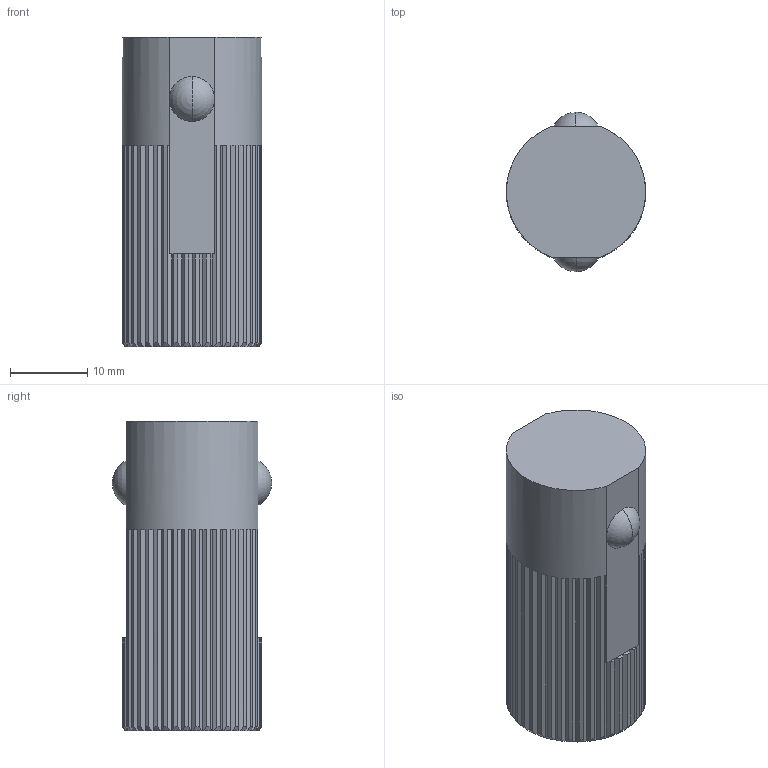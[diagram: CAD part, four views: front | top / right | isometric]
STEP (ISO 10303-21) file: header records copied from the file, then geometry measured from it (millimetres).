
FILE_DESCRIPTION(('STEP AP214'),'1');
FILE_NAME(' ',' ',('TraceParts'),('TraceParts S.A.'),'XStep 1.0',' ',' ');
FILE_SCHEMA(('automotive_design'));
Length unit declared in the file: millimetre
Products named in the file (1): 1
Bounding box: 18 x 20.6 x 40 mm (x, y, z)
Volume: 9929.7 mm3; surface area: 3120.4 mm2
Topology: 1 solids, 1 shells, 190 faces, 548 edges, 358 vertices
Faces by surface type: plane 136, cone 40, cylinder 10, sphere 4
Entity records: 12162 total; most frequent: CARTESIAN_POINT 1253, STYLED_ITEM 1093, PRESENTATION_STYLE_ASSIGNMENT 1093, COLOUR_RGB 1093, ORIENTED_EDGE 1088, DIRECTION 978, EDGE_CURVE 544, CURVE_STYLE 544
